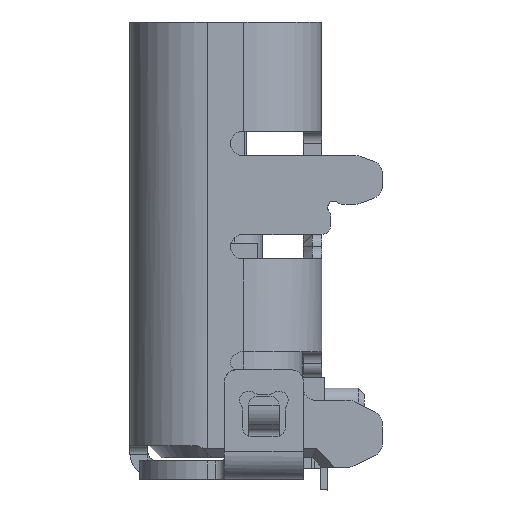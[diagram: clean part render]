
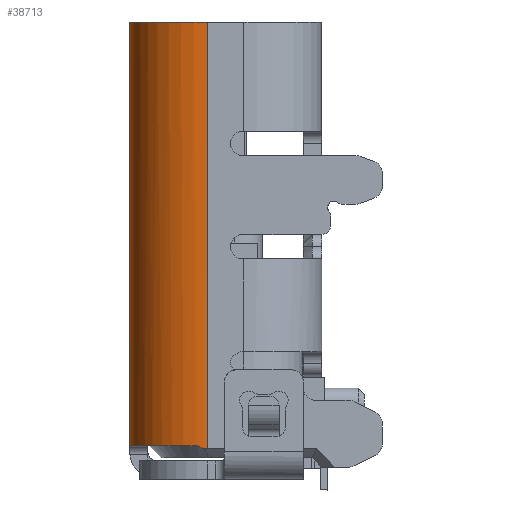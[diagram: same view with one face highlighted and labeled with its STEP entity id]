
A CAD part, left-side view. The second image highlights one B-rep face of the part: STEP entity #38713.
In plain terms, the highlighted cylindrical face has radius 1.28 mm (diameter 2.56 mm), a partial arc.
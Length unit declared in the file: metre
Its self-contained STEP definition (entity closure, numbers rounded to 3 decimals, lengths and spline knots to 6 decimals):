
#87=ELLIPSE('',#41140,0.00181,0.00128);
#162=B_SPLINE_CURVE_WITH_KNOTS('',3,(#57927,#57928,#57929,#57930,#57931,
#57932),.UNSPECIFIED.,.F.,.F.,(4,2,4),(-0.090981,-0.083408,
-0.076827),.UNSPECIFIED.);
#1687=CYLINDRICAL_SURFACE('',#41137,0.00128);
#2458=CIRCLE('',#41138,0.00128);
#2459=CIRCLE('',#41139,0.00128);
#3584=FACE_OUTER_BOUND('',#5569,.T.);
#5569=EDGE_LOOP('',(#27524,#27525,#27526,#27527,#27528,#27529));
#8449=LINE('',#57919,#12907);
#8450=LINE('',#57923,#12908);
#12907=VECTOR('',#46155,1.);
#12908=VECTOR('',#46158,1.);
#17534=VERTEX_POINT('',#57917);
#17535=VERTEX_POINT('',#57918);
#17536=VERTEX_POINT('',#57920);
#17537=VERTEX_POINT('',#57922);
#17538=VERTEX_POINT('',#57924);
#17539=VERTEX_POINT('',#57926);
#21471=EDGE_CURVE('',#17534,#17535,#8449,.T.);
#21472=EDGE_CURVE('',#17536,#17535,#2458,.T.);
#21473=EDGE_CURVE('',#17537,#17536,#8450,.T.);
#21474=EDGE_CURVE('',#17537,#17538,#2459,.T.);
#21475=EDGE_CURVE('',#17538,#17539,#162,.T.);
#21476=EDGE_CURVE('',#17534,#17539,#87,.T.);
#27524=ORIENTED_EDGE('',*,*,#21471,.T.);
#27525=ORIENTED_EDGE('',*,*,#21472,.F.);
#27526=ORIENTED_EDGE('',*,*,#21473,.F.);
#27527=ORIENTED_EDGE('',*,*,#21474,.T.);
#27528=ORIENTED_EDGE('',*,*,#21475,.T.);
#27529=ORIENTED_EDGE('',*,*,#21476,.F.);
#38713=ADVANCED_FACE('',(#3584),#1687,.T.);
#41137=AXIS2_PLACEMENT_3D('',#57916,#46153,#46154);
#41138=AXIS2_PLACEMENT_3D('',#57921,#46156,#46157);
#41139=AXIS2_PLACEMENT_3D('',#57925,#46159,#46160);
#41140=AXIS2_PLACEMENT_3D('',#57933,#46161,#46162);
#46153=DIRECTION('center_axis',(1.,0.,0.));
#46154=DIRECTION('ref_axis',(0.,0.,1.));
#46155=DIRECTION('',(-1.,0.,0.));
#46156=DIRECTION('center_axis',(-1.,0.,0.));
#46157=DIRECTION('ref_axis',(0.,0.,1.));
#46158=DIRECTION('',(-1.,0.,0.));
#46159=DIRECTION('center_axis',(-1.,0.,0.));
#46160=DIRECTION('ref_axis',(0.,0.,1.));
#46161=DIRECTION('center_axis',(0.707,0.,
-0.707));
#46162=DIRECTION('ref_axis',(0.707,0.,0.707));
#57916=CARTESIAN_POINT('Origin',(0.011664,0.01347,0.012847));
#57917=CARTESIAN_POINT('',(0.011364,0.01347,0.011567));
#57918=CARTESIAN_POINT('',(0.004334,0.01347,0.011567));
#57919=CARTESIAN_POINT('',(0.011664,0.01347,0.011567));
#57920=CARTESIAN_POINT('',(0.004334,0.01475,0.012847));
#57921=CARTESIAN_POINT('Origin',(0.004334,0.01347,0.012847));
#57922=CARTESIAN_POINT('',(0.011314,0.01475,0.012847));
#57923=CARTESIAN_POINT('',(0.011664,0.01475,0.012847));
#57924=CARTESIAN_POINT('',(0.011314,0.01367,0.011583));
#57925=CARTESIAN_POINT('Origin',(0.011314,0.01347,0.012847));
#57926=CARTESIAN_POINT('',(0.011365,0.013535,0.011569));
#57927=CARTESIAN_POINT('Ctrl Pts',(0.011314,0.01367,0.011583));
#57928=CARTESIAN_POINT('Ctrl Pts',(0.011314,0.013645,
0.011579));
#57929=CARTESIAN_POINT('Ctrl Pts',(0.011318,0.013618,
0.011575));
#57930=CARTESIAN_POINT('Ctrl Pts',(0.011338,0.013572,
0.011571));
#57931=CARTESIAN_POINT('Ctrl Pts',(0.01135,0.013552,
0.01157));
#57932=CARTESIAN_POINT('Ctrl Pts',(0.011365,0.013535,
0.011569));
#57933=CARTESIAN_POINT('Origin',(0.012644,0.01347,
0.012847));
